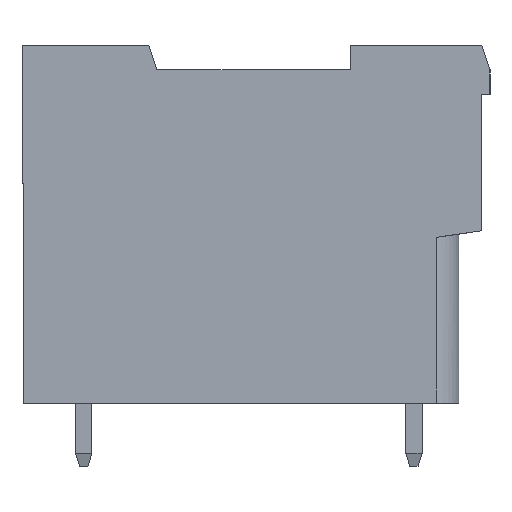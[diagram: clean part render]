
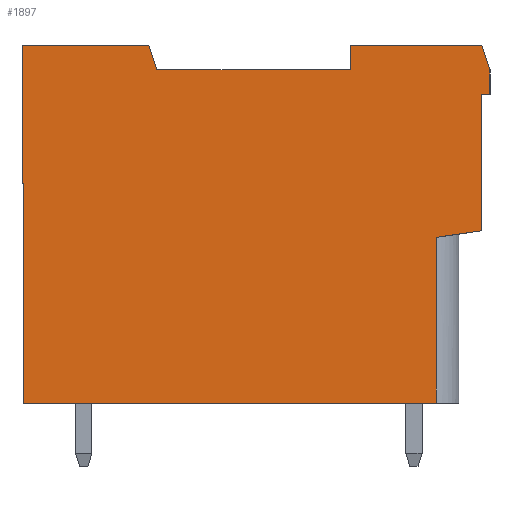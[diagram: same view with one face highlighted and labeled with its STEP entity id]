
A CAD part, left-side view. The second image highlights one B-rep face of the part: STEP entity #1897.
In plain terms, the highlighted planar face has unit normal (-1, 0, 0).
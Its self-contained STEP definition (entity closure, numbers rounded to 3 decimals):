
#1897 = ADVANCED_FACE( '', ( #4530 ), #4531, .T. );
#4530 = FACE_OUTER_BOUND( '', #8102, .T. );
#4531 = PLANE( '', #8103 );
#8102 = EDGE_LOOP( '', ( #13178, #13179, #13180, #13181, #13182, #13183, #13184, #13185, #13186, #13187, #13188, #13189, #13190, #13191, #13192 ) );
#8103 = AXIS2_PLACEMENT_3D( '', #13193, #13194, #13195 );
#13178 = ORIENTED_EDGE( '', *, *, #23046, .T. );
#13179 = ORIENTED_EDGE( '', *, *, #23047, .T. );
#13180 = ORIENTED_EDGE( '', *, *, #23048, .T. );
#13181 = ORIENTED_EDGE( '', *, *, #23049, .T. );
#13182 = ORIENTED_EDGE( '', *, *, #23050, .T. );
#13183 = ORIENTED_EDGE( '', *, *, #23051, .T. );
#13184 = ORIENTED_EDGE( '', *, *, #22265, .F. );
#13185 = ORIENTED_EDGE( '', *, *, #23052, .T. );
#13186 = ORIENTED_EDGE( '', *, *, #23053, .T. );
#13187 = ORIENTED_EDGE( '', *, *, #23054, .T. );
#13188 = ORIENTED_EDGE( '', *, *, #23055, .T. );
#13189 = ORIENTED_EDGE( '', *, *, #23056, .T. );
#13190 = ORIENTED_EDGE( '', *, *, #23057, .T. );
#13191 = ORIENTED_EDGE( '', *, *, #23058, .T. );
#13192 = ORIENTED_EDGE( '', *, *, #23059, .T. );
#13193 = CARTESIAN_POINT( '', ( -27.94, 0., 0. ) );
#13194 = DIRECTION( '', ( -1., 0., 0. ) );
#13195 = DIRECTION( '', ( 0., 0., 1. ) );
#22265 = EDGE_CURVE( '', #26999, #26995, #27001, .T. );
#23046 = EDGE_CURVE( '', #28317, #28318, #28319, .T. );
#23047 = EDGE_CURVE( '', #28318, #28320, #28321, .T. );
#23048 = EDGE_CURVE( '', #28320, #28322, #28323, .T. );
#23049 = EDGE_CURVE( '', #28322, #28324, #28325, .F. );
#23050 = EDGE_CURVE( '', #28324, #28326, #28327, .T. );
#23051 = EDGE_CURVE( '', #28326, #26995, #28328, .T. );
#23052 = EDGE_CURVE( '', #26999, #28329, #28330, .T. );
#23053 = EDGE_CURVE( '', #28329, #28331, #28332, .T. );
#23054 = EDGE_CURVE( '', #28331, #28333, #28334, .T. );
#23055 = EDGE_CURVE( '', #28333, #28335, #28336, .T. );
#23056 = EDGE_CURVE( '', #28335, #28337, #28338, .T. );
#23057 = EDGE_CURVE( '', #28337, #28339, #28340, .T. );
#23058 = EDGE_CURVE( '', #28339, #28341, #28342, .T. );
#23059 = EDGE_CURVE( '', #28341, #28317, #28343, .F. );
#26995 = VERTEX_POINT( '', #33794 );
#26999 = VERTEX_POINT( '', #33800 );
#27001 = LINE( '', #33803, #33804 );
#28317 = VERTEX_POINT( '', #35704 );
#28318 = VERTEX_POINT( '', #35705 );
#28319 = LINE( '', #35706, #35707 );
#28320 = VERTEX_POINT( '', #35708 );
#28321 = LINE( '', #35709, #35710 );
#28322 = VERTEX_POINT( '', #35711 );
#28323 = LINE( '', #35712, #35713 );
#28324 = VERTEX_POINT( '', #35714 );
#28325 = LINE( '', #35715, #35716 );
#28326 = VERTEX_POINT( '', #35717 );
#28327 = LINE( '', #35718, #35719 );
#28328 = LINE( '', #35720, #35721 );
#28329 = VERTEX_POINT( '', #35722 );
#28330 = LINE( '', #35723, #35724 );
#28331 = VERTEX_POINT( '', #35725 );
#28332 = LINE( '', #35726, #35727 );
#28333 = VERTEX_POINT( '', #35728 );
#28334 = LINE( '', #35729, #35730 );
#28335 = VERTEX_POINT( '', #35731 );
#28336 = LINE( '', #35732, #35733 );
#28337 = VERTEX_POINT( '', #35734 );
#28338 = LINE( '', #35735, #35736 );
#28339 = VERTEX_POINT( '', #35737 );
#28340 = LINE( '', #35738, #35739 );
#28341 = VERTEX_POINT( '', #35740 );
#28342 = LINE( '', #35741, #35742 );
#28343 = LINE( '', #35743, #35744 );
#33794 = CARTESIAN_POINT( '', ( -27.94, 14.25, 2.5 ) );
#33800 = CARTESIAN_POINT( '', ( -27.94, 14.15, 2.5 ) );
#33803 = CARTESIAN_POINT( '', ( -27.94, 14.15, 2.5 ) );
#33804 = VECTOR( '', #42180, 1000. );
#35704 = CARTESIAN_POINT( '', ( -27.94, -14.05, 11. ) );
#35705 = CARTESIAN_POINT( '', ( -27.94, -5.95, 11. ) );
#35706 = CARTESIAN_POINT( '', ( -27.94, -14.55, 11. ) );
#35707 = VECTOR( '', #42933, 1000. );
#35708 = CARTESIAN_POINT( '', ( -27.94, -5.95, 9.5 ) );
#35709 = CARTESIAN_POINT( '', ( -27.94, -5.95, 11. ) );
#35710 = VECTOR( '', #42934, 1000. );
#35711 = CARTESIAN_POINT( '', ( -27.94, 5.95, 9.5 ) );
#35712 = CARTESIAN_POINT( '', ( -27.94, -5.95, 9.5 ) );
#35713 = VECTOR( '', #42935, 1000. );
#35714 = CARTESIAN_POINT( '', ( -27.94, 6.45, 11. ) );
#35715 = CARTESIAN_POINT( '', ( -27.94, 2.505, -0.835 ) );
#35716 = VECTOR( '', #42936, 1000. );
#35717 = CARTESIAN_POINT( '', ( -27.94, 14.25, 11. ) );
#35718 = CARTESIAN_POINT( '', ( -27.94, 5.95, 11. ) );
#35719 = VECTOR( '', #42937, 1000. );
#35720 = CARTESIAN_POINT( '', ( -27.94, 14.25, 11. ) );
#35721 = VECTOR( '', #42938, 1000. );
#35722 = CARTESIAN_POINT( '', ( -27.94, 14.15, -11. ) );
#35723 = CARTESIAN_POINT( '', ( -27.94, 14.15, 2.5 ) );
#35724 = VECTOR( '', #42939, 1000. );
#35725 = CARTESIAN_POINT( '', ( -27.94, -11.25, -11. ) );
#35726 = CARTESIAN_POINT( '', ( -27.94, 14.25, -11. ) );
#35727 = VECTOR( '', #42940, 1000. );
#35728 = CARTESIAN_POINT( '', ( -27.94, -11.25, -0.8 ) );
#35729 = CARTESIAN_POINT( '', ( -27.94, -11.25, -11. ) );
#35730 = VECTOR( '', #42941, 1000. );
#35731 = CARTESIAN_POINT( '', ( -27.94, -14.05, -0.4 ) );
#35732 = CARTESIAN_POINT( '', ( -27.94, -11.25, -0.8 ) );
#35733 = VECTOR( '', #42942, 1000. );
#35734 = CARTESIAN_POINT( '', ( -27.94, -14.05, 8. ) );
#35735 = CARTESIAN_POINT( '', ( -27.94, -14.05, 8. ) );
#35736 = VECTOR( '', #42943, 1000. );
#35737 = CARTESIAN_POINT( '', ( -27.94, -14.55, 8. ) );
#35738 = CARTESIAN_POINT( '', ( -27.94, -14.55, 8. ) );
#35739 = VECTOR( '', #42944, 1000. );
#35740 = CARTESIAN_POINT( '', ( -27.94, -14.55, 9.5 ) );
#35741 = CARTESIAN_POINT( '', ( -27.94, -14.55, 8. ) );
#35742 = VECTOR( '', #42945, 1000. );
#35743 = CARTESIAN_POINT( '', ( -27.94, -15.945, 5.315 ) );
#35744 = VECTOR( '', #42946, 1000. );
#42180 = DIRECTION( '', ( 0., 1., 0. ) );
#42933 = DIRECTION( '', ( 0., 1., 0. ) );
#42934 = DIRECTION( '', ( 0., 0., -1. ) );
#42935 = DIRECTION( '', ( 0., 1., 0. ) );
#42936 = DIRECTION( '', ( 0., -0.316, -0.949 ) );
#42937 = DIRECTION( '', ( 0., 1., 0. ) );
#42938 = DIRECTION( '', ( 0., 0., -1. ) );
#42939 = DIRECTION( '', ( 0., 0., -1. ) );
#42940 = DIRECTION( '', ( 0., -1., 0. ) );
#42941 = DIRECTION( '', ( 0., 0., 1. ) );
#42942 = DIRECTION( '', ( 0., -0.99, 0.141 ) );
#42943 = DIRECTION( '', ( 0., 0., 1. ) );
#42944 = DIRECTION( '', ( 0., -1., 0. ) );
#42945 = DIRECTION( '', ( 0., 0., 1. ) );
#42946 = DIRECTION( '', ( 0., -0.316, -0.949 ) );
